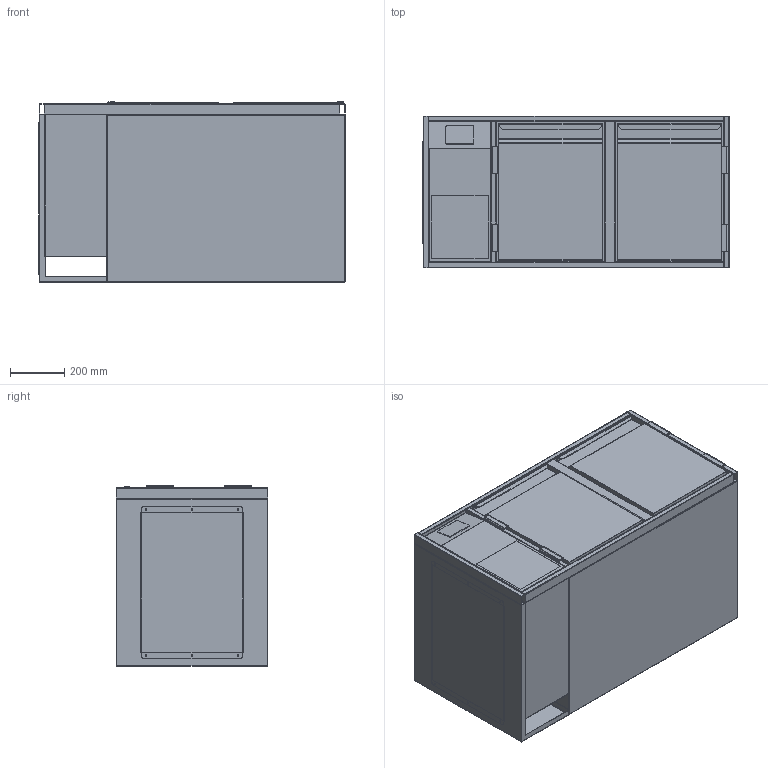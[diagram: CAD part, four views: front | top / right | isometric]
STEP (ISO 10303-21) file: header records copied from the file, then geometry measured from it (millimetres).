
FILE_DESCRIPTION (( 'STEP AP203' ), '1' );
FILE_NAME ('G-KTE-2-56-L-2T.step', '2024-02-26T13:31:09', ( '' ), ( '' ), 'SwSTEP 2.0', 'SolidWorks 2023', '' );
FILE_SCHEMA (( 'CONFIG_CONTROL_DESIGN' ));
Length unit declared in the file: millimetre
Products named in the file (11): 24-02-55012_G-KT-Korpus-880-660-560-L; 18-06-35404_TUER-385-505-R; G-KTE-2-56-L-2T; 20-03-43319_G-KT-Einbauelement-Tür-400-660-560-L; 18-06-35404_TUER-385-505-L; 20-03-43319_G-KT-Einbauelement-Tür-400-660-560-R; 20-03-43318_G-KT-Rahmen-Tür-400-560; 21-01-47565_G-KT-FRR-560-1130--880B-250; 24-02-55011_G-KT-Fach-S-L-250-660-560; 20-03-43331_G-KT-Auflage-400-660-mit-Rost; 20-03-43331_G-KT-Auflage-400-660-Ohne-Rost
Assembly tree (13 placements, depth 3):
  G-KTE-2-56-L-2T
    24-02-55012_G-KT-Korpus-880-660-560-L
    21-01-47565_G-KT-FRR-560-1130--880B-250
    24-02-55011_G-KT-Fach-S-L-250-660-560
    20-03-43319_G-KT-Einbauelement-Tür-400-660-560-L
      20-03-43318_G-KT-Rahmen-Tür-400-560
      18-06-35404_TUER-385-505-L
      20-03-43331_G-KT-Auflage-400-660-Ohne-Rost
      20-03-43331_G-KT-Auflage-400-660-mit-Rost
    20-03-43319_G-KT-Einbauelement-Tür-400-660-560-R
      20-03-43318_G-KT-Rahmen-Tür-400-560
      18-06-35404_TUER-385-505-R
      20-03-43331_G-KT-Auflage-400-660-Ohne-Rost
      20-03-43331_G-KT-Auflage-400-660-mit-Rost
Bounding box: 1131 x 560 x 667.5 mm (x, y, z)
Volume: 17141273.1 mm3; surface area: 10589531.2 mm2
Topology: 25 solids, 30 shells, 1632 faces, 4350 edges, 2760 vertices
Faces by surface type: cylinder 1004, plane 532, sphere 34, torus 32, bspline 30
Entity records: 36376 total; most frequent: CARTESIAN_POINT 6861, DIRECTION 6121, ORIENTED_EDGE 5690, EDGE_CURVE 2847, AXIS2_PLACEMENT_3D 2274, VERTEX_POINT 1802, LINE 1573, VECTOR 1573
